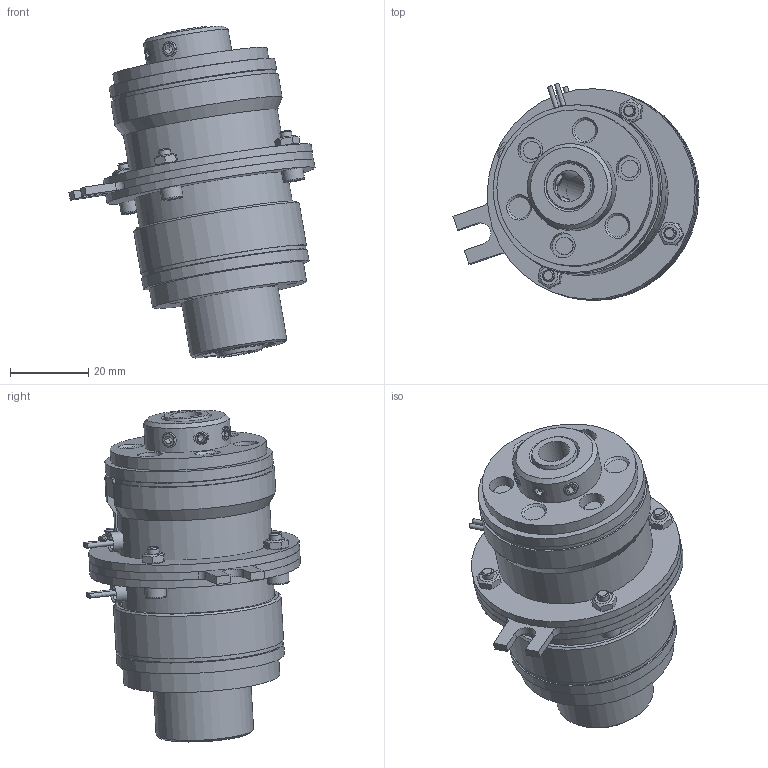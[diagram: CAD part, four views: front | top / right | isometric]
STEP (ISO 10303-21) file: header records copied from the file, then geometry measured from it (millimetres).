
FILE_DESCRIPTION((''),'2;1');
FILE_NAME('14.200.04.111-001 3D.stp','2008-06-24T11:15:06',('schttelndreier'),(''),'Autodesk Inventor 2009','Autodesk Inventor 2009','');
FILE_SCHEMA(('AUTOMOTIVE_DESIGN { 1 0 10303 214 1 1 1 1 }'));
Length unit declared in the file: millimetre
Products named in the file (33): 14.200.04.111-001_Katalog; Hohlwelle_04_1; 14.100.04.003-001; 14.100.04.993-001; 14.102.04-53.002; Niet1; Flanschnabe KBK 04; Flanschnabe Kupplung KBK_04; DIN 625 - T1 61801 - 12 x 21 x 5; Seeger J21x1,0V; Buchse KBK 04; DIN 988 - 12x17x0,2; Seeger A12x1; Niet2; DIN 916 M4  x  5; DIN 916 M4  x  8; Schnorr 05; DIN EN ISO 1207 M3 x 5; 14.200.04.990-072; 14.110.04.100-001 dxf; 14.110.4.991-001 dxf; 14.100.04.994-100 dxf; Spule_04 dxf; Reibbelag_04 dxf; Masse Bremse 04; 14.100.04.100-001 dxf; 14.100.04.991-001dxf; 14.100.04.010-001 dxf_1; 14.100.04.992-001 dxf_1; Spritzmasse; 14.100.04.992-300 dxf; M3-10; DIN EN 24032 M3
Assembly tree (53 placements, depth 3):
  14.200.04.111-001_Katalog
    Hohlwelle_04_1
    14.100.04.003-001  x2
      14.100.04.993-001
      14.102.04-53.002
      Niet1
    Flanschnabe KBK 04
    Flanschnabe Kupplung KBK_04
    DIN 625 - T1 61801 - 12 x 21 x 5  x2
    Seeger J21x1,0V
    Buchse KBK 04
    DIN 988 - 12x17x0,2  x2
    Seeger A12x1
    Niet2  x3
    DIN 916 M4  x  5
    DIN 916 M4  x  8  x2
    Schnorr 05  x3
    DIN EN ISO 1207 M3 x 5  x3
    14.200.04.990-072
    14.110.04.100-001 dxf
      14.110.4.991-001 dxf
      14.100.04.994-100 dxf
      Spule_04 dxf
      Reibbelag_04 dxf
      Masse Bremse 04
    14.100.04.100-001 dxf
      14.100.04.991-001dxf
      Spule_04 dxf
      14.100.04.994-100 dxf
    14.100.04.010-001 dxf_1
      14.100.04.992-001 dxf_1
      Spritzmasse
      14.100.04.992-300 dxf
      Reibbelag_04 dxf
    M3-10  x4
    DIN EN 24032 M3  x4
Bounding box: 62.98 x 55.61 x 84.99 mm (x, y, z)
Volume: 80136.9 mm3; surface area: 82357.1 mm2
Topology: 53 solids, 55 shells, 683 faces, 1524 edges, 962 vertices
Faces by surface type: plane 288, cylinder 218, cone 77, bspline 60, sphere 20, torus 20
Full cylindrical faces by diameter (mm): 1.2 x2, 1.3 x3, 2.693 x3, 3 x7, 3.1 x33, 3.2 x3, 3.242 x3, 3.4 x12, 4 x5, 4.459 x6, 4.989 x3, 5 x2, 5.38 x3, 5.5 x7, 6.4 x3, 6.5 x6, 8 x2, 9 x1, 11.5 x2, 12 x10, 12.1 x1, 14.934 x4, 15 x2, 17 x2, 18.066 x4, 18.5 x1, 18.63 x1, 19 x3, 21 x6, 22 x4
Entity records: 13047 total; most frequent: CARTESIAN_POINT 3444, DIRECTION 1990, ORIENTED_EDGE 1370, AXIS2_PLACEMENT_3D 909, EDGE_LOOP 761, EDGE_CURVE 685, VERTEX_POINT 536, CIRCLE 450
